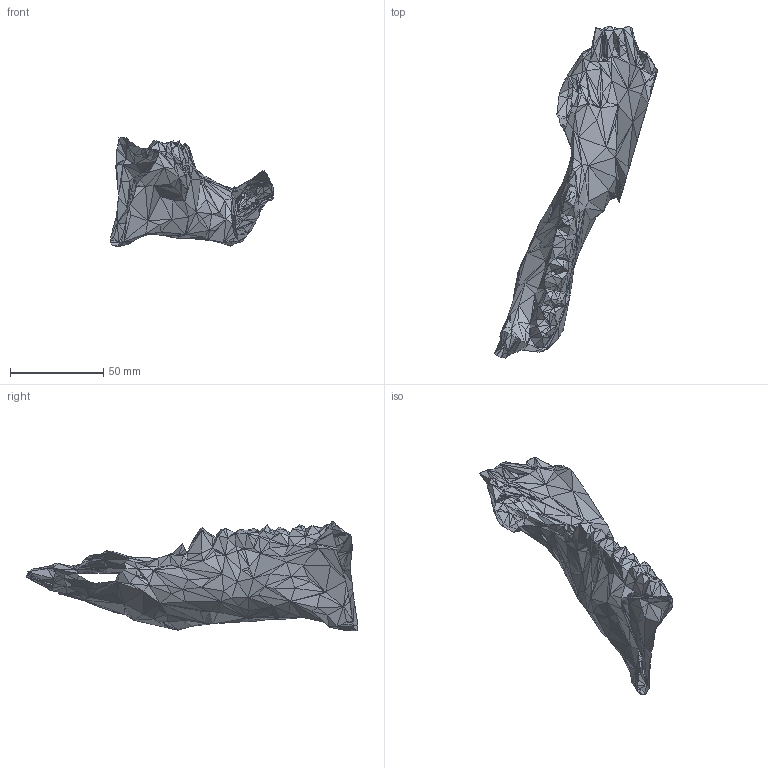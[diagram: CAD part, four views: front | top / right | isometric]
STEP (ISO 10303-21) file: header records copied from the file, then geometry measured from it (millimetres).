
FILE_DESCRIPTION(('FreeCAD Model'),'2;1');
FILE_NAME('Open CASCADE Shape Model','2025-11-13T13:42:49',(''),(''), 'Open CASCADE STEP processor 7.6','FreeCAD','Unknown');
FILE_SCHEMA(('AUTOMOTIVE_DESIGN { 1 0 10303 214 1 1 1 1 }'));
Length unit declared in the file: millimetre
Products named in the file (1): prepared_pig_jaw002
Bounding box: 87.65 x 177.79 x 58.86 mm (x, y, z)
Surface area: 21345 mm2 (no closed solid volume)
Topology: 0 solids, 7 shells, 1045 faces, 1678 edges, 632 vertices
Faces by surface type: plane 1045
Entity records: 21274 total; most frequent: DIRECTION 3770, CARTESIAN_POINT 3356, ORIENTED_EDGE 3208, EDGE_CURVE 1678, LINE 1678, VECTOR 1678, AXIS2_PLACEMENT_3D 1046, ADVANCED_FACE 1045
